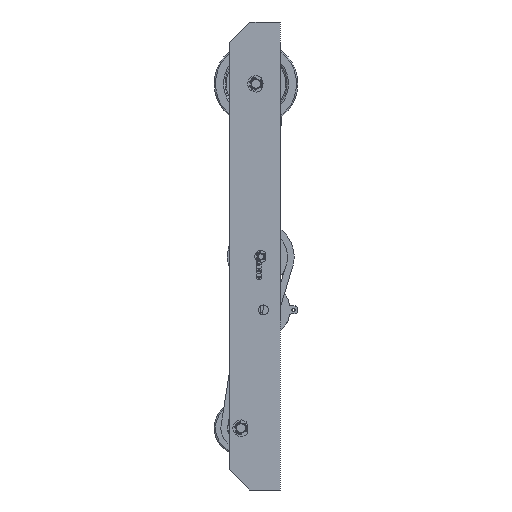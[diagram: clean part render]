
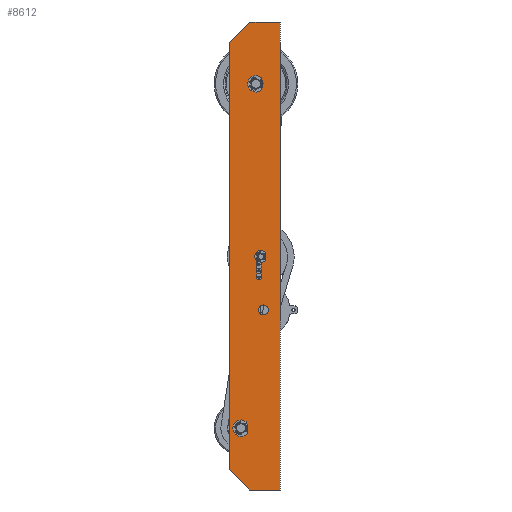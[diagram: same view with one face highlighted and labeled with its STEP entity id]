
A CAD part, left-side view. The second image highlights one B-rep face of the part: STEP entity #8612.
In plain terms, the highlighted face is planar.
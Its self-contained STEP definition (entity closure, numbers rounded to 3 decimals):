
#334 = VECTOR ( 'NONE', #34323, 1000. ) ;
#1088 = CARTESIAN_POINT ( 'NONE',  ( 28.89, 37.5, 341.698 ) ) ;
#1173 = ORIENTED_EDGE ( 'NONE', *, *, #40061, .F. ) ;
#1951 = DIRECTION ( 'NONE',  ( -1., 0., 0. ) ) ;
#2099 = VERTEX_POINT ( 'NONE', #41811 ) ;
#2436 = ORIENTED_EDGE ( 'NONE', *, *, #40055, .T. ) ;
#2455 = LINE ( 'NONE', #37800, #334 ) ;
#2735 = CARTESIAN_POINT ( 'NONE',  ( 58.5, 37.5, 92.5 ) ) ;
#2782 = DIRECTION ( 'NONE',  ( 0., 0., -1. ) ) ;
#3161 = ORIENTED_EDGE ( 'NONE', *, *, #13968, .F. ) ;
#3362 = VERTEX_POINT ( 'NONE', #41991 ) ;
#3550 = CIRCLE ( 'NONE', #41337, 10.5 ) ;
#4690 = FACE_OUTER_BOUND ( 'NONE', #6920, .T. ) ;
#4818 = VECTOR ( 'NONE', #5884, 1000. ) ;
#5760 = FACE_BOUND ( 'NONE', #5912, .T. ) ;
#5884 = DIRECTION ( 'NONE',  ( 0., 0., -1. ) ) ;
#5895 = LINE ( 'NONE', #36328, #16146 ) ;
#5912 = EDGE_LOOP ( 'NONE', ( #31214, #19015 ) ) ;
#5937 = DIRECTION ( 'NONE',  ( 0., -1., 0. ) ) ;
#6156 = DIRECTION ( 'NONE',  ( 0., 0., -1. ) ) ;
#6703 = CARTESIAN_POINT ( 'NONE',  ( 28.89, 37.5, 356.698 ) ) ;
#6739 = CIRCLE ( 'NONE', #26749, 7.5 ) ;
#6920 = EDGE_LOOP ( 'NONE', ( #3161, #20589, #31038, #42721, #17162, #11307 ) ) ;
#7836 = CIRCLE ( 'NONE', #36930, 10.5 ) ;
#8110 = VECTOR ( 'NONE', #10819, 1000. ) ;
#8612 = ADVANCED_FACE ( 'NONE', ( #5760, #22997, #42292, #13860, #4690 ), #11462, .F. ) ;
#8798 = CIRCLE ( 'NONE', #24852, 10.5 ) ;
#9333 = CARTESIAN_POINT ( 'NONE',  ( 75., 37.5, 700. ) ) ;
#9671 = DIRECTION ( 'NONE',  ( 0., 1., 0. ) ) ;
#9928 = EDGE_CURVE ( 'NONE', #43116, #28980, #3550, .T. ) ;
#10092 = EDGE_CURVE ( 'NONE', #28980, #43116, #33584, .T. ) ;
#10204 = VECTOR ( 'NONE', #41492, 1000. ) ;
#10516 = DIRECTION ( 'NONE',  ( 0., 1., 0. ) ) ;
#10636 = VERTEX_POINT ( 'NONE', #6703 ) ;
#10731 = CARTESIAN_POINT ( 'NONE',  ( 25., 37.5, 269.292 ) ) ;
#10819 = DIRECTION ( 'NONE',  ( 0.707, 0., -0.707 ) ) ;
#11307 = ORIENTED_EDGE ( 'NONE', *, *, #43436, .F. ) ;
#11462 = PLANE ( 'NONE',  #34137 ) ;
#11556 = VERTEX_POINT ( 'NONE', #29615 ) ;
#13860 = FACE_BOUND ( 'NONE', #22921, .T. ) ;
#13968 = EDGE_CURVE ( 'NONE', #22837, #14192, #33286, .T. ) ;
#14023 = EDGE_CURVE ( 'NONE', #3362, #42358, #5895, .T. ) ;
#14192 = VERTEX_POINT ( 'NONE', #37512 ) ;
#14211 = DIRECTION ( 'NONE',  ( 0., 0., -1. ) ) ;
#14945 = CARTESIAN_POINT ( 'NONE',  ( 0., 37.5, 700. ) ) ;
#15885 = CARTESIAN_POINT ( 'NONE',  ( 58.5, 37.5, 82. ) ) ;
#16146 = VECTOR ( 'NONE', #19247, 1000. ) ;
#16557 = DIRECTION ( 'NONE',  ( 0., 1., 0. ) ) ;
#16921 = CIRCLE ( 'NONE', #22582, 7.5 ) ;
#17162 = ORIENTED_EDGE ( 'NONE', *, *, #22729, .T. ) ;
#17185 = DIRECTION ( 'NONE',  ( 0., -1., 0. ) ) ;
#17202 = EDGE_CURVE ( 'NONE', #24164, #11556, #7836, .T. ) ;
#17326 = LINE ( 'NONE', #27958, #8110 ) ;
#17489 = CARTESIAN_POINT ( 'NONE',  ( 0., 37.5, 0. ) ) ;
#17636 = CARTESIAN_POINT ( 'NONE',  ( 25., 37.5, 276.792 ) ) ;
#18879 = ORIENTED_EDGE ( 'NONE', *, *, #10092, .F. ) ;
#19015 = ORIENTED_EDGE ( 'NONE', *, *, #22537, .T. ) ;
#19110 = CARTESIAN_POINT ( 'NONE',  ( 0., 37.5, 700. ) ) ;
#19247 = DIRECTION ( 'NONE',  ( -0.707, 0., -0.707 ) ) ;
#19396 = LINE ( 'NONE', #34580, #10204 ) ;
#19459 = EDGE_LOOP ( 'NONE', ( #2436, #31999 ) ) ;
#20589 = ORIENTED_EDGE ( 'NONE', *, *, #42219, .T. ) ;
#21591 = EDGE_CURVE ( 'NONE', #30802, #10636, #40654, .T. ) ;
#22096 = AXIS2_PLACEMENT_3D ( 'NONE', #31076, #10516, #34535 ) ;
#22097 = CARTESIAN_POINT ( 'NONE',  ( 45., 37.5, 0. ) ) ;
#22524 = ORIENTED_EDGE ( 'NONE', *, *, #9928, .F. ) ;
#22537 = EDGE_CURVE ( 'NONE', #10636, #30802, #6739, .T. ) ;
#22582 = AXIS2_PLACEMENT_3D ( 'NONE', #43884, #23379, #2782 ) ;
#22729 = EDGE_CURVE ( 'NONE', #42358, #30700, #2455, .T. ) ;
#22837 = VERTEX_POINT ( 'NONE', #27381 ) ;
#22921 = EDGE_LOOP ( 'NONE', ( #1173, #25402 ) ) ;
#22997 = FACE_BOUND ( 'NONE', #19459, .T. ) ;
#23379 = DIRECTION ( 'NONE',  ( 0., -1., 0. ) ) ;
#24164 = VERTEX_POINT ( 'NONE', #26457 ) ;
#24212 = LINE ( 'NONE', #9333, #4818 ) ;
#24222 = VECTOR ( 'NONE', #1951, 1000. ) ;
#24852 = AXIS2_PLACEMENT_3D ( 'NONE', #30246, #9671, #33678 ) ;
#25402 = ORIENTED_EDGE ( 'NONE', *, *, #17202, .F. ) ;
#26457 = CARTESIAN_POINT ( 'NONE',  ( 36., 37.5, 597. ) ) ;
#26546 = CARTESIAN_POINT ( 'NONE',  ( 28.89, 37.5, 349.198 ) ) ;
#26749 = AXIS2_PLACEMENT_3D ( 'NONE', #26546, #5937, #29981 ) ;
#26765 = DIRECTION ( 'NONE',  ( 0., 1., 0. ) ) ;
#27381 = CARTESIAN_POINT ( 'NONE',  ( 45., 37.5, 700. ) ) ;
#27886 = VERTEX_POINT ( 'NONE', #33504 ) ;
#27958 = CARTESIAN_POINT ( 'NONE',  ( 45., 37.5, 700. ) ) ;
#28612 = DIRECTION ( 'NONE',  ( 0., -1., 0. ) ) ;
#28980 = VERTEX_POINT ( 'NONE', #15885 ) ;
#29512 = CARTESIAN_POINT ( 'NONE',  ( 58.5, 37.5, 103. ) ) ;
#29615 = CARTESIAN_POINT ( 'NONE',  ( 36., 37.5, 618. ) ) ;
#29981 = DIRECTION ( 'NONE',  ( 0., 0., -1. ) ) ;
#30246 = CARTESIAN_POINT ( 'NONE',  ( 36., 37.5, 607.5 ) ) ;
#30249 = EDGE_CURVE ( 'NONE', #30716, #27886, #33692, .T. ) ;
#30700 = VERTEX_POINT ( 'NONE', #17489 ) ;
#30716 = VERTEX_POINT ( 'NONE', #17636 ) ;
#30788 = EDGE_LOOP ( 'NONE', ( #22524, #18879 ) ) ;
#30802 = VERTEX_POINT ( 'NONE', #1088 ) ;
#31038 = ORIENTED_EDGE ( 'NONE', *, *, #43635, .T. ) ;
#31076 = CARTESIAN_POINT ( 'NONE',  ( 58.5, 37.5, 92.5 ) ) ;
#31214 = ORIENTED_EDGE ( 'NONE', *, *, #21591, .T. ) ;
#31999 = ORIENTED_EDGE ( 'NONE', *, *, #30249, .T. ) ;
#33286 = LINE ( 'NONE', #19110, #24222 ) ;
#33504 = CARTESIAN_POINT ( 'NONE',  ( 25., 37.5, 261.792 ) ) ;
#33584 = CIRCLE ( 'NONE', #22096, 10.5 ) ;
#33678 = DIRECTION ( 'NONE',  ( 0., 0., 1. ) ) ;
#33692 = CIRCLE ( 'NONE', #37812, 7.5 ) ;
#34137 = AXIS2_PLACEMENT_3D ( 'NONE', #14945, #28612, #38952 ) ;
#34323 = DIRECTION ( 'NONE',  ( -1., 0., 0. ) ) ;
#34535 = DIRECTION ( 'NONE',  ( 0., 0., -1. ) ) ;
#34580 = CARTESIAN_POINT ( 'NONE',  ( 0., 37.5, 700. ) ) ;
#34731 = DIRECTION ( 'NONE',  ( 0., -1., 0. ) ) ;
#36328 = CARTESIAN_POINT ( 'NONE',  ( 75., 37.5, 30. ) ) ;
#36930 = AXIS2_PLACEMENT_3D ( 'NONE', #37123, #16557, #40554 ) ;
#37123 = CARTESIAN_POINT ( 'NONE',  ( 36., 37.5, 607.5 ) ) ;
#37512 = CARTESIAN_POINT ( 'NONE',  ( 0., 37.5, 700. ) ) ;
#37734 = CARTESIAN_POINT ( 'NONE',  ( 28.89, 37.5, 349.198 ) ) ;
#37800 = CARTESIAN_POINT ( 'NONE',  ( 0., 37.5, 0. ) ) ;
#37812 = AXIS2_PLACEMENT_3D ( 'NONE', #10731, #34731, #14211 ) ;
#38952 = DIRECTION ( 'NONE',  ( 0., 0., -1. ) ) ;
#40055 = EDGE_CURVE ( 'NONE', #27886, #30716, #16921, .T. ) ;
#40061 = EDGE_CURVE ( 'NONE', #11556, #24164, #8798, .T. ) ;
#40554 = DIRECTION ( 'NONE',  ( 0., 0., 1. ) ) ;
#40654 = CIRCLE ( 'NONE', #43091, 7.5 ) ;
#41170 = DIRECTION ( 'NONE',  ( 0., 0., -1. ) ) ;
#41337 = AXIS2_PLACEMENT_3D ( 'NONE', #2735, #26765, #6156 ) ;
#41492 = DIRECTION ( 'NONE',  ( 0., 0., -1. ) ) ;
#41811 = CARTESIAN_POINT ( 'NONE',  ( 75., 37.5, 670. ) ) ;
#41991 = CARTESIAN_POINT ( 'NONE',  ( 75., 37.5, 30. ) ) ;
#42219 = EDGE_CURVE ( 'NONE', #22837, #2099, #17326, .T. ) ;
#42292 = FACE_BOUND ( 'NONE', #30788, .T. ) ;
#42358 = VERTEX_POINT ( 'NONE', #22097 ) ;
#42721 = ORIENTED_EDGE ( 'NONE', *, *, #14023, .T. ) ;
#43091 = AXIS2_PLACEMENT_3D ( 'NONE', #37734, #17185, #41170 ) ;
#43116 = VERTEX_POINT ( 'NONE', #29512 ) ;
#43436 = EDGE_CURVE ( 'NONE', #14192, #30700, #19396, .T. ) ;
#43635 = EDGE_CURVE ( 'NONE', #2099, #3362, #24212, .T. ) ;
#43884 = CARTESIAN_POINT ( 'NONE',  ( 25., 37.5, 269.292 ) ) ;
